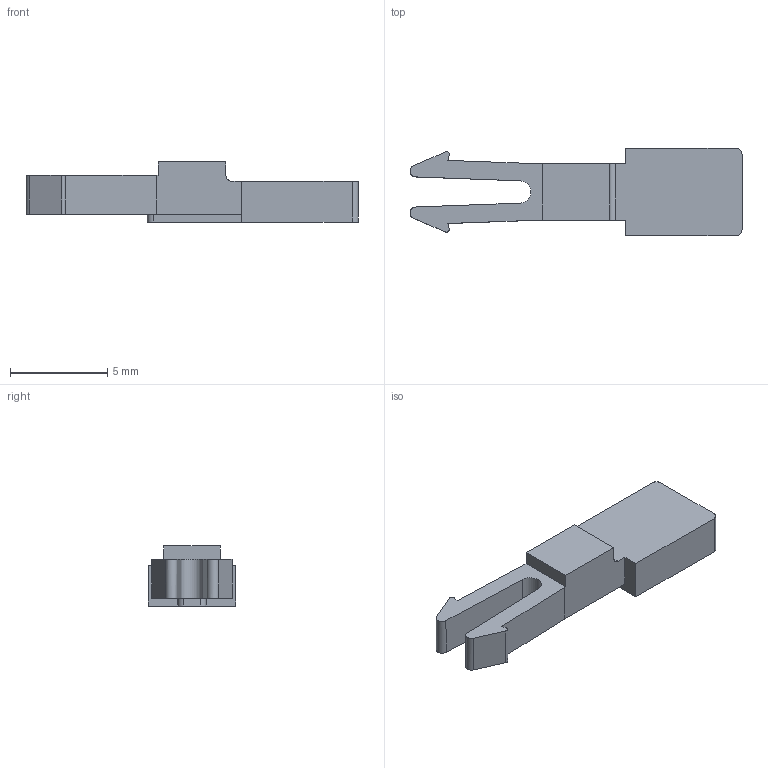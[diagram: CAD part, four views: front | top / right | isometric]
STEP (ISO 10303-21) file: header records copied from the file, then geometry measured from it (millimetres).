
FILE_DESCRIPTION((''),'2;1');
FILE_NAME('PRT0029','2024-04-01T',('13001'),(''),'PRO/ENGINEER BY PARAMETRIC TECHNOLOGY CORPORATION, 2012480','PRO/ENGINEER BY PARAMETRIC TECHNOLOGY CORPORATION, 2012480','');
FILE_SCHEMA(('CONFIG_CONTROL_DESIGN'));
Length unit declared in the file: millimetre
Products named in the file (1): PRT0029
Bounding box: 17.1 x 4.5 x 3.1 mm (x, y, z)
Volume: 117.4 mm3; surface area: 231.3 mm2
Topology: 1 solids, 1 shells, 35 faces, 100 edges, 67 vertices
Faces by surface type: plane 25, cylinder 10
Entity records: 1199 total; most frequent: CARTESIAN_POINT 231, ORIENTED_EDGE 200, DIRECTION 184, EDGE_CURVE 100, VECTOR 78, LINE 78, VERTEX_POINT 67, AXIS2_PLACEMENT_3D 53
